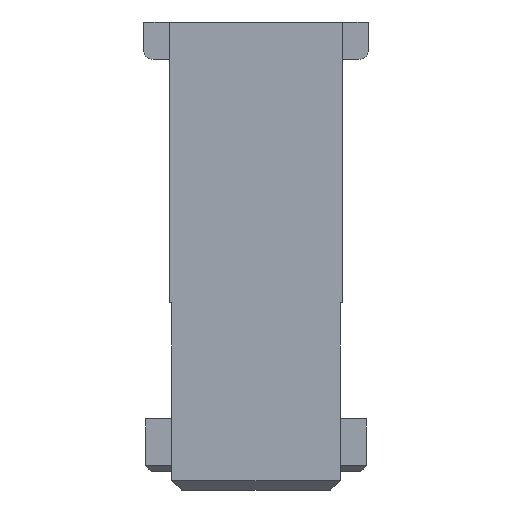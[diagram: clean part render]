
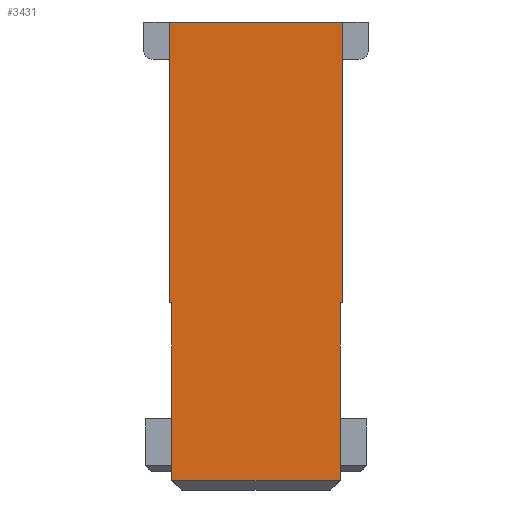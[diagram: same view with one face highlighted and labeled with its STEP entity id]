
A CAD part, left-side view. The second image highlights one B-rep face of the part: STEP entity #3431.
In plain terms, the highlighted planar face has unit normal (-1, 0, 0).
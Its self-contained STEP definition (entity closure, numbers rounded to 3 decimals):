
#778=ORIENTED_EDGE('',*,*,#1015,.T.);
#779=ORIENTED_EDGE('',*,*,#1379,.T.);
#780=ORIENTED_EDGE('',*,*,#1044,.T.);
#781=ORIENTED_EDGE('',*,*,#1415,.T.);
#782=ORIENTED_EDGE('',*,*,#1090,.T.);
#783=ORIENTED_EDGE('',*,*,#1425,.T.);
#784=ORIENTED_EDGE('',*,*,#1122,.T.);
#785=ORIENTED_EDGE('',*,*,#1387,.T.);
#1015=EDGE_CURVE('',#1499,#1498,#1810,.T.);
#1044=EDGE_CURVE('',#1528,#1527,#1839,.T.);
#1090=EDGE_CURVE('',#1564,#1563,#1881,.T.);
#1122=EDGE_CURVE('',#1586,#1585,#1909,.T.);
#1379=EDGE_CURVE('',#1498,#1528,#2164,.T.);
#1387=EDGE_CURVE('',#1585,#1499,#2172,.T.);
#1415=EDGE_CURVE('',#1527,#1564,#2200,.T.);
#1425=EDGE_CURVE('',#1563,#1586,#2210,.T.);
#1498=VERTEX_POINT('',#4555);
#1499=VERTEX_POINT('',#4557);
#1527=VERTEX_POINT('',#4614);
#1528=VERTEX_POINT('',#4616);
#1563=VERTEX_POINT('',#4707);
#1564=VERTEX_POINT('',#4709);
#1585=VERTEX_POINT('',#4772);
#1586=VERTEX_POINT('',#4774);
#1810=LINE('',#4556,#2281);
#1839=LINE('',#4615,#2310);
#1881=LINE('',#4708,#2352);
#1909=LINE('',#4773,#2380);
#2164=LINE('',#5288,#2635);
#2172=LINE('',#5301,#2643);
#2200=LINE('',#5356,#2671);
#2210=LINE('',#5375,#2681);
#2281=VECTOR('',#3693,1000.);
#2310=VECTOR('',#3724,1000.);
#2352=VECTOR('',#3796,1000.);
#2380=VECTOR('',#3854,1000.);
#2635=VECTOR('',#4291,1000.);
#2643=VECTOR('',#4305,1000.);
#2671=VECTOR('',#4363,1000.);
#2681=VECTOR('',#4383,1000.);
#2888=EDGE_LOOP('',(#778,#779,#780,#781,#782,#783,#784,#785));
#3077=FACE_BOUND('',#2888,.T.);
#3253=PLANE('',#3635);
#3431=ADVANCED_FACE('',(#3077),#3253,.T.);
#3635=AXIS2_PLACEMENT_3D('',#5374,#4381,#4382);
#3693=DIRECTION('',(0.,0.,-1.));
#3724=DIRECTION('',(0.,0.,1.));
#3796=DIRECTION('',(0.,0.,1.));
#3854=DIRECTION('',(0.,0.,-1.));
#4291=DIRECTION('',(0.,-1.,0.));
#4305=DIRECTION('',(0.,-1.,0.));
#4363=DIRECTION('',(0.,-1.,0.));
#4381=DIRECTION('',(-1.,0.,0.));
#4382=DIRECTION('',(0.,0.,1.));
#4383=DIRECTION('',(0.,1.,0.));
#4555=CARTESIAN_POINT('',(-5.,4.5,-12.));
#4556=CARTESIAN_POINT('',(-5.,4.5,-2.5));
#4557=CARTESIAN_POINT('',(-5.,4.5,-2.5));
#4614=CARTESIAN_POINT('',(-5.,-4.5,-2.5));
#4615=CARTESIAN_POINT('',(-5.,-4.5,-2.5));
#4616=CARTESIAN_POINT('',(-5.,-4.5,-12.));
#4707=CARTESIAN_POINT('',(-5.,-4.625,12.5));
#4708=CARTESIAN_POINT('',(-5.,-4.625,12.5));
#4709=CARTESIAN_POINT('',(-5.,-4.625,-2.5));
#4772=CARTESIAN_POINT('',(-5.,4.625,-2.5));
#4773=CARTESIAN_POINT('',(-5.,4.625,12.5));
#4774=CARTESIAN_POINT('',(-5.,4.625,12.5));
#5288=CARTESIAN_POINT('',(-5.,-4.5,-12.));
#5301=CARTESIAN_POINT('',(-5.,4.625,-2.5));
#5356=CARTESIAN_POINT('',(-5.,-4.625,-2.5));
#5374=CARTESIAN_POINT('',(-5.,0.,0.));
#5375=CARTESIAN_POINT('',(-5.,4.625,12.5));
